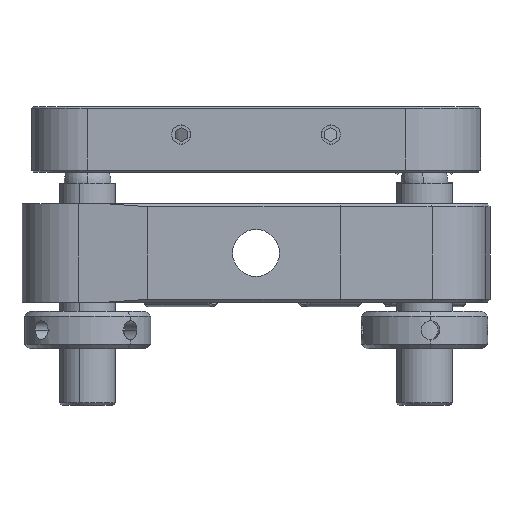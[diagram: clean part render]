
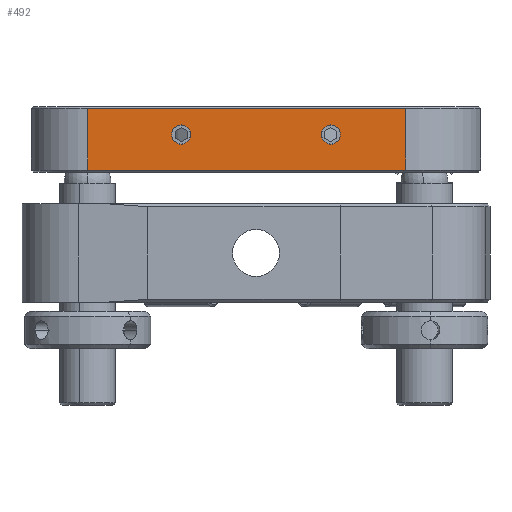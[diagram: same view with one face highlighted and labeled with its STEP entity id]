
A CAD part, front view. The second image highlights one B-rep face of the part: STEP entity #492.
In plain terms, the highlighted planar face has unit normal (0, -1, 0).
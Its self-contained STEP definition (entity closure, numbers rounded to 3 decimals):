
#206 = ORIENTED_EDGE ( 'NONE', *, *, #9463, .F. ) ;
#257 = AXIS2_PLACEMENT_3D ( 'NONE', #5970, #14695, #15796 ) ;
#492 = ADVANCED_FACE ( 'NONE', ( #14923, #14726, #11463 ), #14249, .F. ) ;
#532 = DIRECTION ( 'NONE',  ( 0., -1., 0. ) ) ;
#1880 = VERTEX_POINT ( 'NONE', #15954 ) ;
#1925 = EDGE_CURVE ( 'NONE', #4221, #10466, #7529, .T. ) ;
#2008 = DIRECTION ( 'NONE',  ( 0., 1., 0. ) ) ;
#2210 = EDGE_LOOP ( 'NONE', ( #5001, #14571 ) ) ;
#2367 = CARTESIAN_POINT ( 'NONE',  ( 16., -24., -7.15 ) ) ;
#2502 = AXIS2_PLACEMENT_3D ( 'NONE', #10230, #532, #2976 ) ;
#2528 = DIRECTION ( 'NONE',  ( 1., 0., 0. ) ) ;
#2676 = CIRCLE ( 'NONE', #10788, 1.025 ) ;
#2881 = CARTESIAN_POINT ( 'NONE',  ( -8., -24., -2.325 ) ) ;
#2976 = DIRECTION ( 'NONE',  ( 0., 0., 1. ) ) ;
#3048 = CARTESIAN_POINT ( 'NONE',  ( -18., -24., -0.55 ) ) ;
#3436 = CARTESIAN_POINT ( 'NONE',  ( 8., -24., -4.375 ) ) ;
#3549 = ORIENTED_EDGE ( 'NONE', *, *, #14236, .F. ) ;
#3823 = VECTOR ( 'NONE', #5921, 1000. ) ;
#4221 = VERTEX_POINT ( 'NONE', #5521 ) ;
#4309 = VECTOR ( 'NONE', #15322, 1000. ) ;
#4443 = CARTESIAN_POINT ( 'NONE',  ( -8., -24., -3.35 ) ) ;
#4766 = EDGE_CURVE ( 'NONE', #1880, #14814, #11776, .T. ) ;
#4859 = CARTESIAN_POINT ( 'NONE',  ( 16., -24., -7.35 ) ) ;
#4977 = CARTESIAN_POINT ( 'NONE',  ( -18., -24., -7.15 ) ) ;
#5001 = ORIENTED_EDGE ( 'NONE', *, *, #12466, .F. ) ;
#5011 = CARTESIAN_POINT ( 'NONE',  ( 16., -24., -7.15 ) ) ;
#5098 = AXIS2_PLACEMENT_3D ( 'NONE', #13166, #12037, #5654 ) ;
#5184 = ORIENTED_EDGE ( 'NONE', *, *, #12862, .T. ) ;
#5406 = EDGE_CURVE ( 'NONE', #14580, #1880, #10592, .T. ) ;
#5521 = CARTESIAN_POINT ( 'NONE',  ( 8., -24., -2.325 ) ) ;
#5654 = DIRECTION ( 'NONE',  ( 0., 0., 1. ) ) ;
#5921 = DIRECTION ( 'NONE',  ( 0., 0., 1. ) ) ;
#5970 = CARTESIAN_POINT ( 'NONE',  ( 8., -24., -3.35 ) ) ;
#6311 = LINE ( 'NONE', #2367, #10197 ) ;
#6647 = CIRCLE ( 'NONE', #5098, 1.025 ) ;
#6834 = DIRECTION ( 'NONE',  ( 0., 0., -1. ) ) ;
#6956 = DIRECTION ( 'NONE',  ( 0., 0., 1. ) ) ;
#7418 = ORIENTED_EDGE ( 'NONE', *, *, #5406, .T. ) ;
#7529 = CIRCLE ( 'NONE', #257, 1.025 ) ;
#7714 = VECTOR ( 'NONE', #8066, 1000. ) ;
#7789 = AXIS2_PLACEMENT_3D ( 'NONE', #9383, #2008, #6834 ) ;
#7830 = CARTESIAN_POINT ( 'NONE',  ( -18., -24., -7.351 ) ) ;
#8066 = DIRECTION ( 'NONE',  ( -1., 0., 0. ) ) ;
#8223 = EDGE_LOOP ( 'NONE', ( #8355, #3549 ) ) ;
#8355 = ORIENTED_EDGE ( 'NONE', *, *, #1925, .F. ) ;
#9383 = CARTESIAN_POINT ( 'NONE',  ( 24., -24., -7.35 ) ) ;
#9463 = EDGE_CURVE ( 'NONE', #10087, #14814, #10672, .T. ) ;
#9887 = ORIENTED_EDGE ( 'NONE', *, *, #4766, .T. ) ;
#10087 = VERTEX_POINT ( 'NONE', #4977 ) ;
#10197 = VECTOR ( 'NONE', #2528, 1000. ) ;
#10230 = CARTESIAN_POINT ( 'NONE',  ( -8., -24., -3.35 ) ) ;
#10466 = VERTEX_POINT ( 'NONE', #3436 ) ;
#10592 = LINE ( 'NONE', #4859, #3823 ) ;
#10635 = VERTEX_POINT ( 'NONE', #14789 ) ;
#10672 = LINE ( 'NONE', #7830, #4309 ) ;
#10788 = AXIS2_PLACEMENT_3D ( 'NONE', #4443, #15493, #6956 ) ;
#11463 = FACE_BOUND ( 'NONE', #2210, .T. ) ;
#11776 = LINE ( 'NONE', #12986, #7714 ) ;
#12037 = DIRECTION ( 'NONE',  ( 0., -1., 0. ) ) ;
#12398 = EDGE_CURVE ( 'NONE', #10635, #14635, #13487, .T. ) ;
#12466 = EDGE_CURVE ( 'NONE', #14635, #10635, #2676, .T. ) ;
#12862 = EDGE_CURVE ( 'NONE', #10087, #14580, #6311, .T. ) ;
#12986 = CARTESIAN_POINT ( 'NONE',  ( 24., -24., -0.55 ) ) ;
#13166 = CARTESIAN_POINT ( 'NONE',  ( 8., -24., -3.35 ) ) ;
#13487 = CIRCLE ( 'NONE', #2502, 1.025 ) ;
#14236 = EDGE_CURVE ( 'NONE', #10466, #4221, #6647, .T. ) ;
#14249 = PLANE ( 'NONE',  #7789 ) ;
#14571 = ORIENTED_EDGE ( 'NONE', *, *, #12398, .F. ) ;
#14580 = VERTEX_POINT ( 'NONE', #5011 ) ;
#14635 = VERTEX_POINT ( 'NONE', #2881 ) ;
#14695 = DIRECTION ( 'NONE',  ( 0., -1., 0. ) ) ;
#14726 = FACE_BOUND ( 'NONE', #8223, .T. ) ;
#14789 = CARTESIAN_POINT ( 'NONE',  ( -8., -24., -4.375 ) ) ;
#14814 = VERTEX_POINT ( 'NONE', #3048 ) ;
#14923 = FACE_OUTER_BOUND ( 'NONE', #15169, .T. ) ;
#15169 = EDGE_LOOP ( 'NONE', ( #206, #5184, #7418, #9887 ) ) ;
#15322 = DIRECTION ( 'NONE',  ( 0., 0., 1. ) ) ;
#15493 = DIRECTION ( 'NONE',  ( 0., -1., 0. ) ) ;
#15796 = DIRECTION ( 'NONE',  ( 0., 0., 1. ) ) ;
#15954 = CARTESIAN_POINT ( 'NONE',  ( 16., -24., -0.55 ) ) ;
